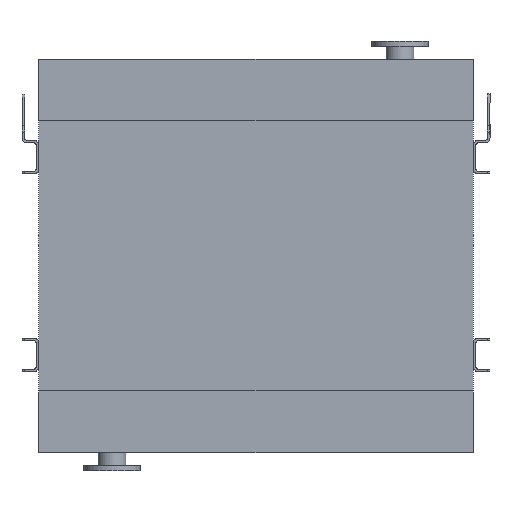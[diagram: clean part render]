
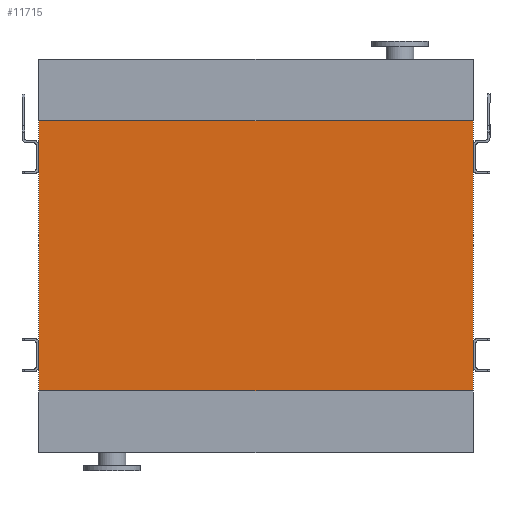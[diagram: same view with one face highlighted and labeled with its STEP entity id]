
A CAD part, front view. The second image highlights one B-rep face of the part: STEP entity #11715.
In plain terms, the highlighted planar face has unit normal (0, -1, 0).
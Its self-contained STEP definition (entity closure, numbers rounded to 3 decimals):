
#56 = CARTESIAN_POINT ( 'NONE',  ( 845., 0., -1050. ) ) ;
#270 = LINE ( 'NONE', #56, #6180 ) ;
#1002 = ORIENTED_EDGE ( 'NONE', *, *, #5083, .F. ) ;
#1388 = CARTESIAN_POINT ( 'NONE',  ( 845., 0., -1050. ) ) ;
#1738 = VERTEX_POINT ( 'NONE', #1388 ) ;
#2453 = LINE ( 'NONE', #14016, #5217 ) ;
#2643 = VECTOR ( 'NONE', #14636, 1000. ) ;
#2708 = ORIENTED_EDGE ( 'NONE', *, *, #7048, .T. ) ;
#3018 = LINE ( 'NONE', #8894, #2643 ) ;
#3294 = CARTESIAN_POINT ( 'NONE',  ( 845., 0., 0. ) ) ;
#3445 = CARTESIAN_POINT ( 'NONE',  ( -845., 0., 0. ) ) ;
#4617 = AXIS2_PLACEMENT_3D ( 'NONE', #11577, #15118, #8086 ) ;
#5083 = EDGE_CURVE ( 'NONE', #7687, #14723, #3018, .T. ) ;
#5217 = VECTOR ( 'NONE', #10537, 1000. ) ;
#5303 = EDGE_CURVE ( 'NONE', #7687, #1738, #2453, .T. ) ;
#5844 = CARTESIAN_POINT ( 'NONE',  ( -845., 0., 0. ) ) ;
#6099 = LINE ( 'NONE', #5844, #12710 ) ;
#6180 = VECTOR ( 'NONE', #9495, 1000. ) ;
#7048 = EDGE_CURVE ( 'NONE', #1738, #11120, #270, .T. ) ;
#7687 = VERTEX_POINT ( 'NONE', #13053 ) ;
#7912 = FACE_OUTER_BOUND ( 'NONE', #9857, .T. ) ;
#8086 = DIRECTION ( 'NONE',  ( 0., 0., -1. ) ) ;
#8894 = CARTESIAN_POINT ( 'NONE',  ( -845., 0., -1050. ) ) ;
#9229 = PLANE ( 'NONE',  #4617 ) ;
#9495 = DIRECTION ( 'NONE',  ( 0., 0., 1. ) ) ;
#9857 = EDGE_LOOP ( 'NONE', ( #14801, #1002, #13768, #2708 ) ) ;
#10125 = EDGE_CURVE ( 'NONE', #14723, #11120, #6099, .T. ) ;
#10537 = DIRECTION ( 'NONE',  ( 1., 0., 0. ) ) ;
#11120 = VERTEX_POINT ( 'NONE', #3294 ) ;
#11577 = CARTESIAN_POINT ( 'NONE',  ( -845., 0., -1050. ) ) ;
#11715 = ADVANCED_FACE ( 'NONE', ( #7912 ), #9229, .T. ) ;
#12710 = VECTOR ( 'NONE', #15229, 1000. ) ;
#13053 = CARTESIAN_POINT ( 'NONE',  ( -845., 0., -1050. ) ) ;
#13768 = ORIENTED_EDGE ( 'NONE', *, *, #5303, .T. ) ;
#14016 = CARTESIAN_POINT ( 'NONE',  ( -845., 0., -1050. ) ) ;
#14636 = DIRECTION ( 'NONE',  ( 0., 0., 1. ) ) ;
#14723 = VERTEX_POINT ( 'NONE', #3445 ) ;
#14801 = ORIENTED_EDGE ( 'NONE', *, *, #10125, .F. ) ;
#15118 = DIRECTION ( 'NONE',  ( 0., -1., 0. ) ) ;
#15229 = DIRECTION ( 'NONE',  ( 1., 0., 0. ) ) ;
